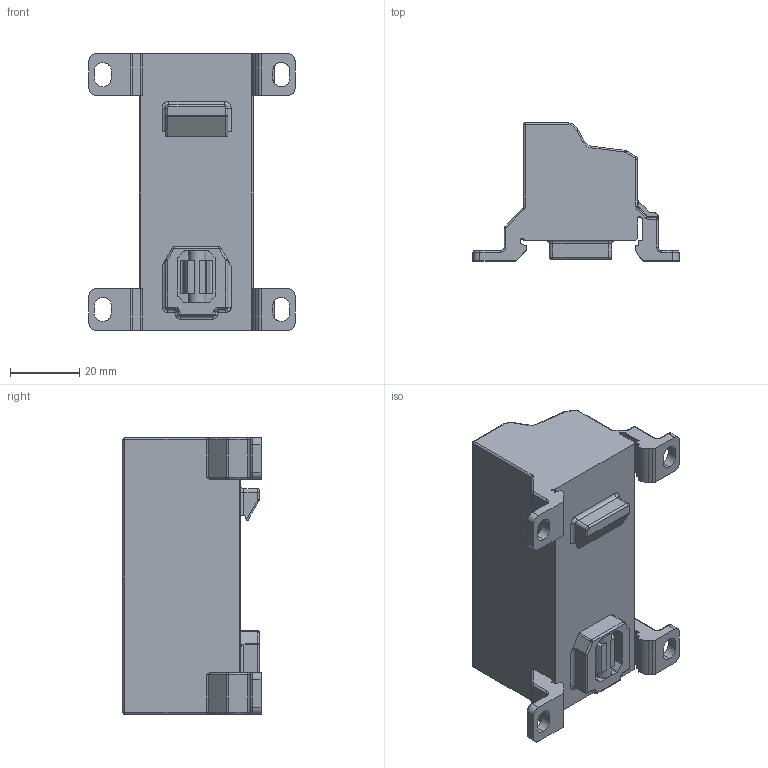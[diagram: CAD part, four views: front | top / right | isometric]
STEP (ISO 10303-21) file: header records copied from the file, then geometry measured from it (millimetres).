
FILE_DESCRIPTION (( 'STEP AP203' ), '1' );
FILE_NAME ('GPB1-85P1-7S.step', '2024-08-05T18:14:58', ( '' ), ( '' ), 'SwSTEP 2.0', 'SolidWorks 2023', '' );
FILE_SCHEMA (( 'CONFIG_CONTROL_DESIGN' ));
Length unit declared in the file: inch
Products named in the file (1): GPB1-85P1-7S
Bounding box: 59.66 x 40 x 80 mm (x, y, z)
Volume: 84352.8 mm3; surface area: 16533.6 mm2
Topology: 1 solids, 1 shells, 752 faces, 1918 edges, 1149 vertices
Faces by surface type: cylinder 338, plane 218, bspline 190, torus 6
Entity records: 32446 total; most frequent: CARTESIAN_POINT 16414, ORIENTED_EDGE 3776, DIRECTION 2719, EDGE_CURVE 1888, VERTEX_POINT 1149, AXIS2_PLACEMENT_3D 934, VECTOR 851, LINE 851
